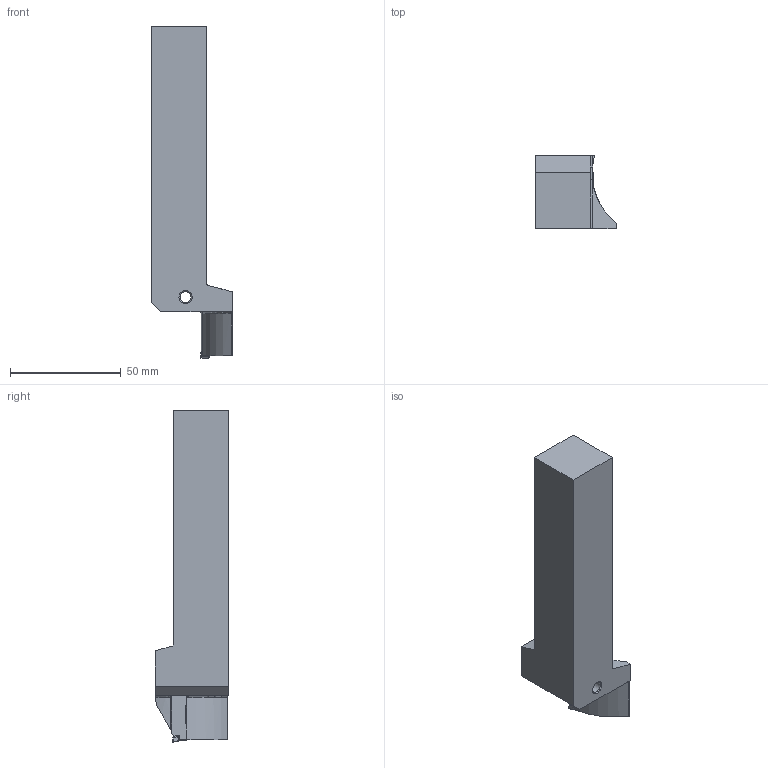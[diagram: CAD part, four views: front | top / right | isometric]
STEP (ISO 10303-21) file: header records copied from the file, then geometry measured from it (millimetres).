
FILE_DESCRIPTION(/* description */ (''),/* implementation_level */ '2;1');
FILE_NAME(/* name */ 'GL4-S2525MFL-20-R065050_204657607_SIM.stp',/* time_stamp */ '2023-03-29T12:31:47+02:00',/* author */ (''),/* organization */ (''),/* preprocessor_version */ 'ST-DEVELOPER v16.7',/* originating_system */ 'SIEMENS PLM Software NX 12.0',/* authorisation */ '');
FILE_SCHEMA (('AUTOMOTIVE_DESIGN { 1 0 10303 214 3 1 1 1 }'));
Length unit declared in the file: millimetre
Products named in the file (1): hc72360CAFB59m23
Bounding box: 36.43 x 33 x 149.96 mm (x, y, z)
Volume: 85957 mm3; surface area: 17415.5 mm2
Topology: 2 solids, 2 shells, 334 faces, 828 edges, 490 vertices
Faces by surface type: bspline 149, cylinder 87, plane 73, extrusion 12, sphere 6, torus 5, cone 2
Full cylindrical faces by diameter (mm): 5 x1, 6.6 x1, 10.5 x1
Entity records: 11850 total; most frequent: CARTESIAN_POINT 5269, ORIENTED_EDGE 1616, DIRECTION 1007, EDGE_CURVE 808, VERTEX_POINT 485, AXIS2_PLACEMENT_3D 372, EDGE_LOOP 343, ADVANCED_FACE 334
